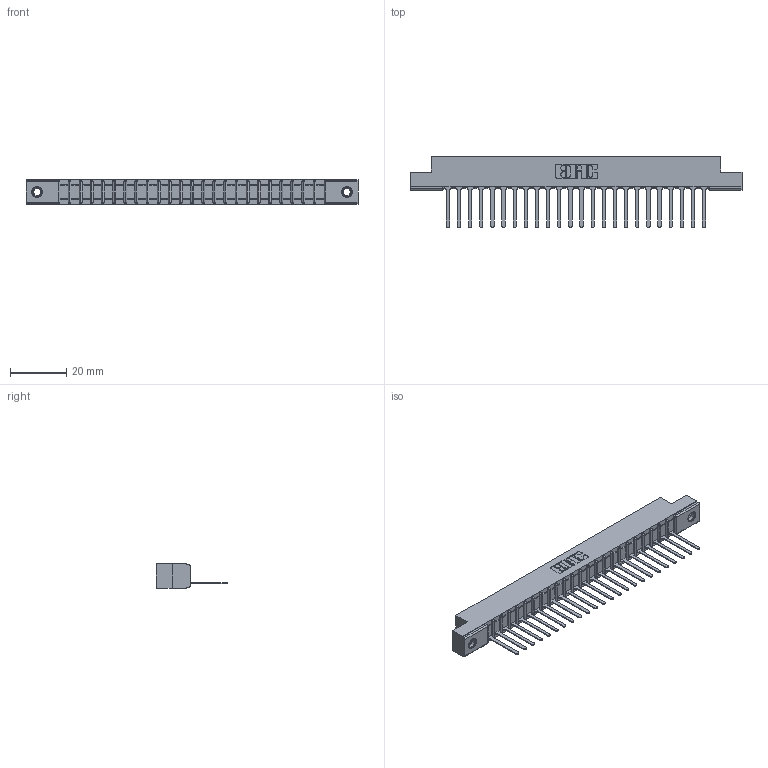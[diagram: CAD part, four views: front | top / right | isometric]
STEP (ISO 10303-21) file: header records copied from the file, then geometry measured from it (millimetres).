
FILE_DESCRIPTION (( 'STEP AP203' ), '1' );
FILE_NAME ('357-024-547-107.STEP', '2019-09-14T01:10:34', ( '' ), ( '' ), 'SwSTEP 2.0', 'SolidWorks 2016', '' );
FILE_SCHEMA (( 'CONFIG_CONTROL_DESIGN' ));
Length unit declared in the file: inch
Products named in the file (4): 357-024-547-107; 307-290-001_547; 345-250-001_345-250-005-103; 307 Part_.156 Dia Mounting Holes
Assembly tree (27 placements, depth 2):
  357-024-547-107
    307 Part_.156 Dia Mounting Holes
    307-290-001_547  x24
    345-250-001_345-250-005-103  x2
Bounding box: 118.11 x 25.43 x 8.71 mm (x, y, z)
Volume: 7493.9 mm3; surface area: 12061.2 mm2
Topology: 27 solids, 27 shells, 1547 faces, 4347 edges, 2790 vertices
Faces by surface type: plane 990, cylinder 491, sphere 50, cone 12, torus 4
Entity records: 23947 total; most frequent: CARTESIAN_POINT 4007, ORIENTED_EDGE 3986, DIRECTION 3917, EDGE_CURVE 1993, VECTOR 1521, LINE 1521, VERTEX_POINT 1288, AXIS2_PLACEMENT_3D 1198
